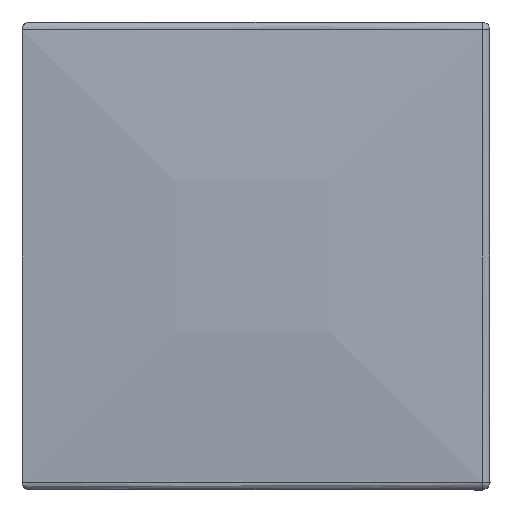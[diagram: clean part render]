
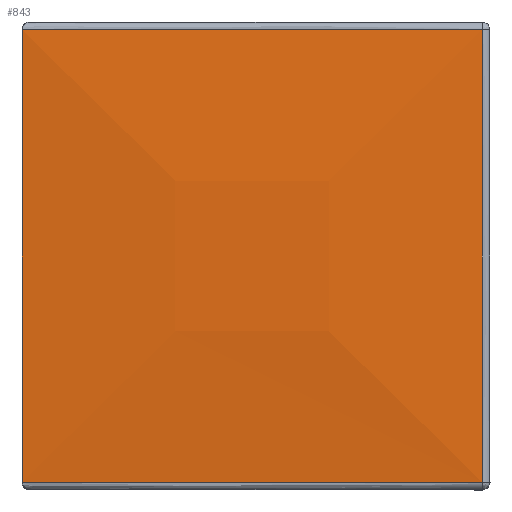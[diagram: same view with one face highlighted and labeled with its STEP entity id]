
A CAD part, left-side view. The second image highlights one B-rep face of the part: STEP entity #843.
In plain terms, the highlighted free-form (B-spline) face has degree [3, 3] with [4, 4] control points.
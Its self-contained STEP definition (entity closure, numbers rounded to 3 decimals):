
#60 = CARTESIAN_POINT ( 'NONE',  ( -0.3, -0.15, 0.3 ) ) ;
#62 = B_SPLINE_SURFACE_WITH_KNOTS ( 'NONE', 3, 3, ( 
 ( #1447, #1161, #1715, #1031 ),
 ( #492, #327, #888, #1182 ),
 ( #1043, #179, #1037, #764 ),
 ( #1320, #909, #1471, #60 ) ),
 .UNSPECIFIED., .F., .F., .F.,
 ( 4, 4 ),
 ( 4, 4 ),
 ( 0., 1. ),
 ( 0., 1. ),
 .UNSPECIFIED. ) ;
#84 = CARTESIAN_POINT ( 'NONE',  ( -0.3, -0.145, 0.005 ) ) ;
#132 = DIRECTION ( 'NONE',  ( 0., 0., 1. ) ) ;
#139 = B_SPLINE_CURVE_WITH_KNOTS ( 'NONE', 3,
 ( #84, #1492, #196, #348 ),
 .UNSPECIFIED., .F., .F.,
 ( 4, 4 ),
 ( 0., 1. ),
 .UNSPECIFIED. ) ;
#149 = CARTESIAN_POINT ( 'NONE',  ( -0.3, 0.15, 0.005 ) ) ;
#174 = EDGE_CURVE ( 'NONE', #1602, #1813, #139, .T. ) ;
#179 = CARTESIAN_POINT ( 'NONE',  ( -0.313, 0.05, 0.2 ) ) ;
#196 = CARTESIAN_POINT ( 'NONE',  ( -0.301, 0.052, 0.004 ) ) ;
#224 = CARTESIAN_POINT ( 'NONE',  ( -0.3, 0.15, 0.295 ) ) ;
#238 = CARTESIAN_POINT ( 'NONE',  ( -0.3, 0.15, 0.295 ) ) ;
#327 = CARTESIAN_POINT ( 'NONE',  ( -0.313, 0.05, 0.1 ) ) ;
#348 = CARTESIAN_POINT ( 'NONE',  ( -0.3, 0.15, 0.005 ) ) ;
#352 = CARTESIAN_POINT ( 'NONE',  ( -0.3, -0.145, 0.295 ) ) ;
#383 = CARTESIAN_POINT ( 'NONE',  ( -0.301, -0.047, 0.296 ) ) ;
#420 = EDGE_LOOP ( 'NONE', ( #1588, #838, #1556, #1100 ) ) ;
#436 = VECTOR ( 'NONE', #132, 1000. ) ;
#492 = CARTESIAN_POINT ( 'NONE',  ( -0.3, 0.15, 0.1 ) ) ;
#514 = EDGE_CURVE ( 'NONE', #553, #1602, #1561, .T. ) ;
#553 = VERTEX_POINT ( 'NONE', #1619 ) ;
#647 = CARTESIAN_POINT ( 'NONE',  ( -0.3, -0.145, 0.005 ) ) ;
#654 =( BOUNDED_CURVE ( )  B_SPLINE_CURVE ( 3, ( #238, #1085, #383, #1519 ),
 .UNSPECIFIED., .F., .F. ) 
 B_SPLINE_CURVE_WITH_KNOTS ( ( 4, 4 ),
 ( 0., 1. ),
 .UNSPECIFIED. ) 
 CURVE ( )  GEOMETRIC_REPRESENTATION_ITEM ( )  RATIONAL_B_SPLINE_CURVE ( ( 1., 1., 1., 1. ) ) 
 REPRESENTATION_ITEM ( '' )  );
#659 = VERTEX_POINT ( 'NONE', #224 ) ;
#764 = CARTESIAN_POINT ( 'NONE',  ( -0.3, -0.15, 0.2 ) ) ;
#784 = CARTESIAN_POINT ( 'NONE',  ( -0.301, -0.146, 0.102 ) ) ;
#838 = ORIENTED_EDGE ( 'NONE', *, *, #514, .F. ) ;
#843 = ADVANCED_FACE ( 'NONE', ( #1117 ), #62, .F. ) ;
#870 = CARTESIAN_POINT ( 'NONE',  ( -0.3, -0.145, 0.005 ) ) ;
#888 = CARTESIAN_POINT ( 'NONE',  ( -0.313, -0.05, 0.1 ) ) ;
#909 = CARTESIAN_POINT ( 'NONE',  ( -0.3, 0.05, 0.3 ) ) ;
#1031 = CARTESIAN_POINT ( 'NONE',  ( -0.3, -0.15, 0. ) ) ;
#1037 = CARTESIAN_POINT ( 'NONE',  ( -0.313, -0.05, 0.2 ) ) ;
#1043 = CARTESIAN_POINT ( 'NONE',  ( -0.3, 0.15, 0.2 ) ) ;
#1085 = CARTESIAN_POINT ( 'NONE',  ( -0.301, 0.052, 0.296 ) ) ;
#1100 = ORIENTED_EDGE ( 'NONE', *, *, #1200, .F. ) ;
#1117 = FACE_OUTER_BOUND ( 'NONE', #420, .T. ) ;
#1161 = CARTESIAN_POINT ( 'NONE',  ( -0.3, 0.05, 0. ) ) ;
#1182 = CARTESIAN_POINT ( 'NONE',  ( -0.3, -0.15, 0.1 ) ) ;
#1200 = EDGE_CURVE ( 'NONE', #1813, #659, #1676, .T. ) ;
#1208 = CARTESIAN_POINT ( 'NONE',  ( -0.301, -0.146, 0.198 ) ) ;
#1320 = CARTESIAN_POINT ( 'NONE',  ( -0.3, 0.15, 0.3 ) ) ;
#1427 = CARTESIAN_POINT ( 'NONE',  ( -0.3, 0.15, 0.15 ) ) ;
#1447 = CARTESIAN_POINT ( 'NONE',  ( -0.3, 0.15, 0. ) ) ;
#1471 = CARTESIAN_POINT ( 'NONE',  ( -0.3, -0.05, 0.3 ) ) ;
#1490 = EDGE_CURVE ( 'NONE', #659, #553, #654, .T. ) ;
#1492 = CARTESIAN_POINT ( 'NONE',  ( -0.301, -0.047, 0.004 ) ) ;
#1519 = CARTESIAN_POINT ( 'NONE',  ( -0.3, -0.145, 0.295 ) ) ;
#1556 = ORIENTED_EDGE ( 'NONE', *, *, #1490, .F. ) ;
#1561 = B_SPLINE_CURVE_WITH_KNOTS ( 'NONE', 3,
 ( #352, #1208, #784, #647 ),
 .UNSPECIFIED., .F., .F.,
 ( 4, 4 ),
 ( 0., 1. ),
 .UNSPECIFIED. ) ;
#1588 = ORIENTED_EDGE ( 'NONE', *, *, #174, .F. ) ;
#1602 = VERTEX_POINT ( 'NONE', #870 ) ;
#1619 = CARTESIAN_POINT ( 'NONE',  ( -0.3, -0.145, 0.295 ) ) ;
#1676 = LINE ( 'NONE', #1427, #436 ) ;
#1715 = CARTESIAN_POINT ( 'NONE',  ( -0.3, -0.05, 0. ) ) ;
#1813 = VERTEX_POINT ( 'NONE', #149 ) ;
